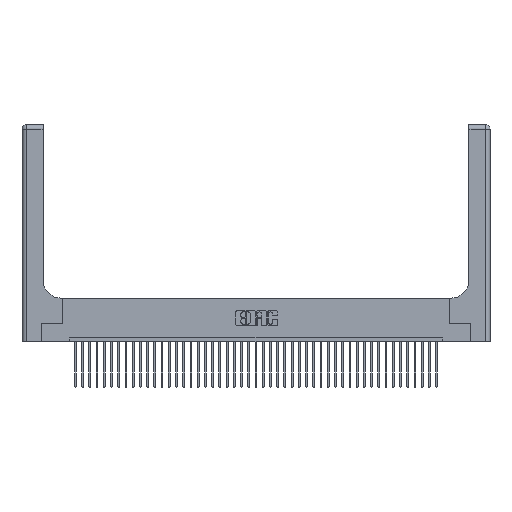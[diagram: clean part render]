
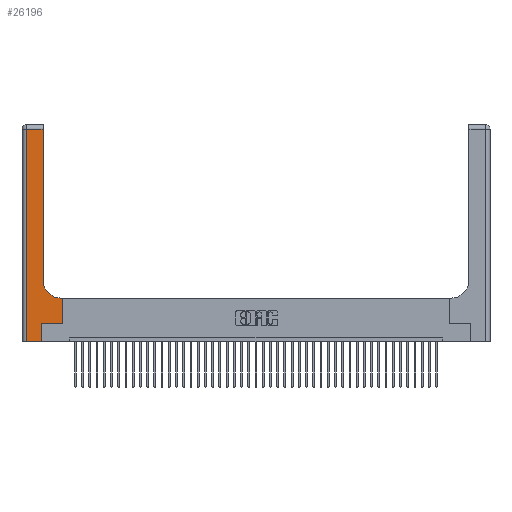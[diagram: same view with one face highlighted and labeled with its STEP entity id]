
A CAD part, top view. The second image highlights one B-rep face of the part: STEP entity #26196.
In plain terms, the highlighted planar face has unit normal (0, 0, 1).
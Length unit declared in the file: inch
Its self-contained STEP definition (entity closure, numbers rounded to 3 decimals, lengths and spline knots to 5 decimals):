
#144 = LINE ( 'NONE', #20665, #40575 ) ;
#247 = ORIENTED_EDGE ( 'NONE', *, *, #4802, .T. ) ;
#1696 = ORIENTED_EDGE ( 'NONE', *, *, #3025, .T. ) ;
#2736 = CARTESIAN_POINT ( 'NONE',  ( 0.2915, 0.6, 0.37 ) ) ;
#3025 = EDGE_CURVE ( 'NONE', #28658, #39357, #37150, .T. ) ;
#3218 = DIRECTION ( 'NONE',  ( 0., 1., 0. ) ) ;
#3250 = CARTESIAN_POINT ( 'NONE',  ( 0.2915, 0.85, 0.37 ) ) ;
#3451 = VECTOR ( 'NONE', #6301, 39.37008 ) ;
#3600 = DIRECTION ( 'NONE',  ( 1., 0., 0. ) ) ;
#4387 = EDGE_CURVE ( 'NONE', #39357, #25626, #7885, .T. ) ;
#4802 = EDGE_CURVE ( 'NONE', #25626, #28706, #144, .T. ) ;
#5908 = EDGE_CURVE ( 'NONE', #28706, #30532, #27222, .T. ) ;
#6301 = DIRECTION ( 'NONE',  ( -1., 0., 0. ) ) ;
#6375 = VERTEX_POINT ( 'NONE', #33625 ) ;
#6811 = DIRECTION ( 'NONE',  ( 0., 0., -1. ) ) ;
#7684 = DIRECTION ( 'NONE',  ( 0., 1., 0. ) ) ;
#7885 = LINE ( 'NONE', #42354, #38565 ) ;
#8264 = DIRECTION ( 'NONE',  ( 1., 0., 0. ) ) ;
#8359 = VECTOR ( 'NONE', #32150, 39.37008 ) ;
#9913 = VECTOR ( 'NONE', #3218, 39.37008 ) ;
#10050 = VECTOR ( 'NONE', #34752, 39.37008 ) ;
#12186 = LINE ( 'NONE', #19697, #3451 ) ;
#12790 = CARTESIAN_POINT ( 'NONE',  ( 0.5415, 0.85, 0.37 ) ) ;
#13402 = PLANE ( 'NONE',  #16597 ) ;
#13423 = ORIENTED_EDGE ( 'NONE', *, *, #35142, .T. ) ;
#14988 = AXIS2_PLACEMENT_3D ( 'NONE', #12790, #22475, #25604 ) ;
#16143 = VECTOR ( 'NONE', #16197, 39.37008 ) ;
#16146 = CARTESIAN_POINT ( 'NONE',  ( 0.269, 0.25, 0.37 ) ) ;
#16197 = DIRECTION ( 'NONE',  ( 0., 1., 0. ) ) ;
#16597 = AXIS2_PLACEMENT_3D ( 'NONE', #29673, #6811, #19802 ) ;
#17413 = ORIENTED_EDGE ( 'NONE', *, *, #27742, .T. ) ;
#18063 = VECTOR ( 'NONE', #8264, 39.37008 ) ;
#19342 = ORIENTED_EDGE ( 'NONE', *, *, #24233, .T. ) ;
#19697 = CARTESIAN_POINT ( 'NONE',  ( 0., 2.94, 0.37 ) ) ;
#19802 = DIRECTION ( 'NONE',  ( -1., 0., 0. ) ) ;
#19937 = ORIENTED_EDGE ( 'NONE', *, *, #21569, .T. ) ;
#20328 = CIRCLE ( 'NONE', #14988, 0.25 ) ;
#20665 = CARTESIAN_POINT ( 'NONE',  ( 0.269, 0., 0.37 ) ) ;
#21569 = EDGE_CURVE ( 'NONE', #35057, #40534, #21631, .T. ) ;
#21613 = CARTESIAN_POINT ( 'NONE',  ( 0.06, 3., 0.37 ) ) ;
#21631 = LINE ( 'NONE', #2736, #8359 ) ;
#22475 = DIRECTION ( 'NONE',  ( 0., 0., -1. ) ) ;
#23235 = CARTESIAN_POINT ( 'NONE',  ( 0.5585, 0.25, 0.37 ) ) ;
#24233 = EDGE_CURVE ( 'NONE', #6375, #28658, #12186, .T. ) ;
#25604 = DIRECTION ( 'NONE',  ( 1., 0., 0. ) ) ;
#25626 = VERTEX_POINT ( 'NONE', #29708 ) ;
#26196 = ADVANCED_FACE ( 'NONE', ( #28937 ), #13402, .F. ) ;
#26627 = CARTESIAN_POINT ( 'NONE',  ( 0.5585, 0.25, 0.37 ) ) ;
#27184 = ORIENTED_EDGE ( 'NONE', *, *, #27288, .T. ) ;
#27222 = LINE ( 'NONE', #40860, #18063 ) ;
#27288 = EDGE_CURVE ( 'NONE', #41508, #6375, #39109, .T. ) ;
#27503 = CARTESIAN_POINT ( 'NONE',  ( 0.06, 0., 0.37 ) ) ;
#27742 = EDGE_CURVE ( 'NONE', #40534, #41508, #20328, .T. ) ;
#28658 = VERTEX_POINT ( 'NONE', #29384 ) ;
#28706 = VERTEX_POINT ( 'NONE', #16146 ) ;
#28937 = FACE_OUTER_BOUND ( 'NONE', #34366, .T. ) ;
#29384 = CARTESIAN_POINT ( 'NONE',  ( 0.06, 2.94, 0.37 ) ) ;
#29673 = CARTESIAN_POINT ( 'NONE',  ( 0., 3., 0.37 ) ) ;
#29708 = CARTESIAN_POINT ( 'NONE',  ( 0.269, 0., 0.37 ) ) ;
#30532 = VERTEX_POINT ( 'NONE', #23235 ) ;
#32150 = DIRECTION ( 'NONE',  ( -1., 0., 0. ) ) ;
#33625 = CARTESIAN_POINT ( 'NONE',  ( 0.2915, 2.94, 0.37 ) ) ;
#33690 = ORIENTED_EDGE ( 'NONE', *, *, #4387, .T. ) ;
#34366 = EDGE_LOOP ( 'NONE', ( #27184, #19342, #1696, #33690, #247, #38274, #13423, #19937, #17413 ) ) ;
#34752 = DIRECTION ( 'NONE',  ( 0., -1., 0. ) ) ;
#35057 = VERTEX_POINT ( 'NONE', #35798 ) ;
#35142 = EDGE_CURVE ( 'NONE', #30532, #35057, #37511, .T. ) ;
#35798 = CARTESIAN_POINT ( 'NONE',  ( 0.5585, 0.6, 0.37 ) ) ;
#37061 = CARTESIAN_POINT ( 'NONE',  ( 0.5415, 0.6, 0.37 ) ) ;
#37150 = LINE ( 'NONE', #21613, #10050 ) ;
#37511 = LINE ( 'NONE', #26627, #9913 ) ;
#38274 = ORIENTED_EDGE ( 'NONE', *, *, #5908, .T. ) ;
#38565 = VECTOR ( 'NONE', #3600, 39.37008 ) ;
#38749 = CARTESIAN_POINT ( 'NONE',  ( 0.2915, 3., 0.37 ) ) ;
#39109 = LINE ( 'NONE', #38749, #16143 ) ;
#39357 = VERTEX_POINT ( 'NONE', #27503 ) ;
#40534 = VERTEX_POINT ( 'NONE', #37061 ) ;
#40575 = VECTOR ( 'NONE', #7684, 39.37008 ) ;
#40860 = CARTESIAN_POINT ( 'NONE',  ( 0.269, 0.25, 0.37 ) ) ;
#41508 = VERTEX_POINT ( 'NONE', #3250 ) ;
#42354 = CARTESIAN_POINT ( 'NONE',  ( 0., 0., 0.37 ) ) ;
